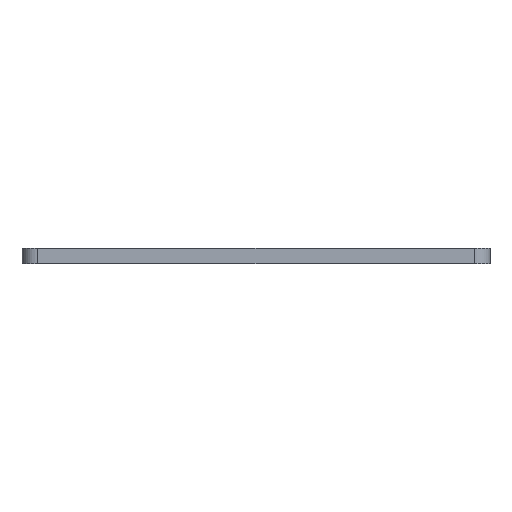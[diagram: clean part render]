
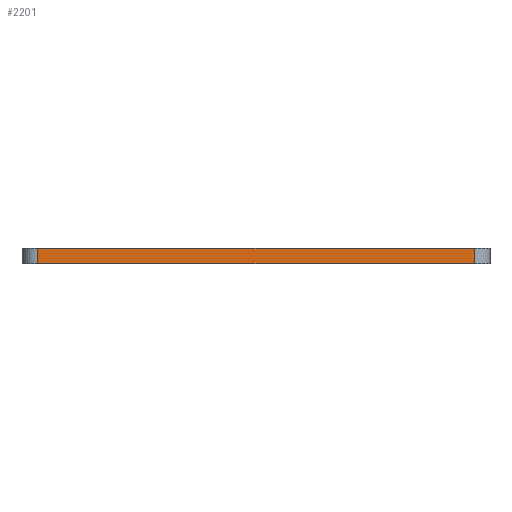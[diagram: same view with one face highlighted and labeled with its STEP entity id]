
A CAD part, front view. The second image highlights one B-rep face of the part: STEP entity #2201.
In plain terms, the highlighted planar face has unit normal (0, -1, 0).
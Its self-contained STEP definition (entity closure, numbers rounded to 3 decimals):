
#158=PLANE('',#2413);
#181=FACE_OUTER_BOUND('',#357,.T.);
#357=EDGE_LOOP('',(#1605,#1606,#1607,#1608));
#532=LINE('',#3294,#675);
#533=LINE('',#3297,#676);
#553=LINE('',#3501,#696);
#554=LINE('',#3502,#697);
#675=VECTOR('',#2607,10.);
#676=VECTOR('',#2610,10.);
#696=VECTOR('',#2796,10.);
#697=VECTOR('',#2797,10.);
#983=VERTEX_POINT('',#3287);
#986=VERTEX_POINT('',#3292);
#987=VERTEX_POINT('',#3296);
#1088=VERTEX_POINT('',#3500);
#1192=EDGE_CURVE('',#986,#983,#532,.T.);
#1193=EDGE_CURVE('',#983,#987,#533,.T.);
#1295=EDGE_CURVE('',#1088,#986,#553,.T.);
#1296=EDGE_CURVE('',#987,#1088,#554,.T.);
#1605=ORIENTED_EDGE('',*,*,#1192,.F.);
#1606=ORIENTED_EDGE('',*,*,#1295,.F.);
#1607=ORIENTED_EDGE('',*,*,#1296,.F.);
#1608=ORIENTED_EDGE('',*,*,#1193,.F.);
#2201=ADVANCED_FACE('',(#181),#158,.T.);
#2413=AXIS2_PLACEMENT_3D('',#3499,#2794,#2795);
#2607=DIRECTION('',(0.,0.,-1.));
#2610=DIRECTION('',(-1.,0.,0.));
#2794=DIRECTION('center_axis',(0.,-1.,0.));
#2795=DIRECTION('ref_axis',(1.,0.,0.));
#2796=DIRECTION('',(1.,0.,0.));
#2797=DIRECTION('',(0.,0.,1.));
#3287=CARTESIAN_POINT('',(41.,-63.,-1.5));
#3292=CARTESIAN_POINT('',(41.,-63.,1.5));
#3294=CARTESIAN_POINT('',(41.,-63.,0.));
#3296=CARTESIAN_POINT('',(-41.,-63.,-1.5));
#3297=CARTESIAN_POINT('',(-44.,-63.,-1.5));
#3499=CARTESIAN_POINT('Origin',(-44.,-63.,0.));
#3500=CARTESIAN_POINT('',(-41.,-63.,1.5));
#3501=CARTESIAN_POINT('',(-44.,-63.,1.5));
#3502=CARTESIAN_POINT('',(-41.,-63.,0.));
